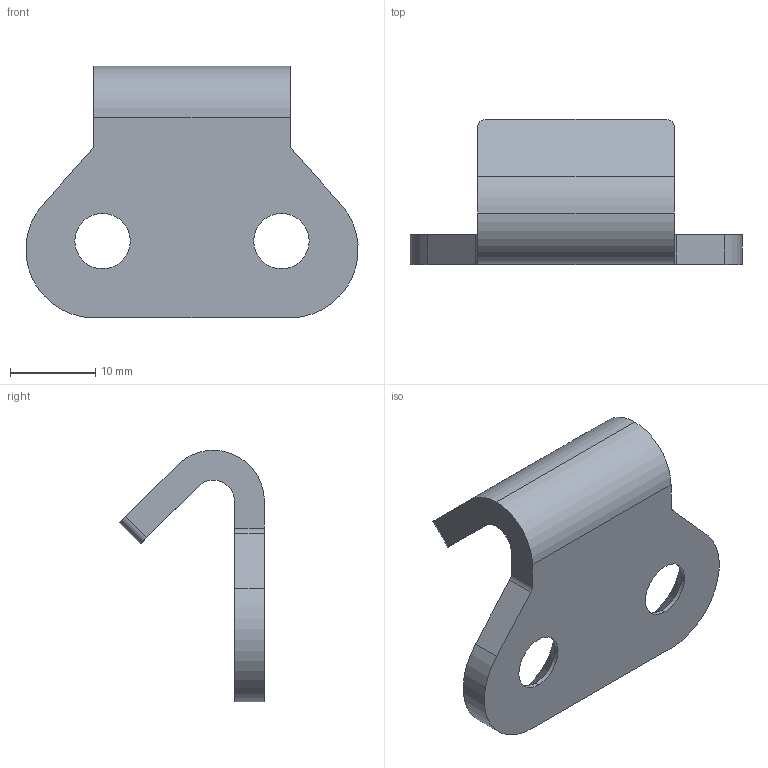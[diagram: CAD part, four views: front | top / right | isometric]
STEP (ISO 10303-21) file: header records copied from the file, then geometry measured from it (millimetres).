
FILE_DESCRIPTION (( 'STEP AP214' ), '1' );
FILE_NAME ('03656-Strike For Large Latch 2 hole Zinc 29x39mm.STEP', '2018-09-24T04:08:33', ( '' ), ( '' ), 'SwSTEP 2.0', 'SolidWorks 2018', '' );
FILE_SCHEMA (( 'AUTOMOTIVE_DESIGN' ));
Length unit declared in the file: millimetre
Products named in the file (1): 03656-Strike For Large Latch 2 hole Zinc 29x39mm
Bounding box: 38.96 x 17 x 29.51 mm (x, y, z)
Volume: 3756.4 mm3; surface area: 2928.7 mm2
Topology: 1 solids, 1 shells, 299 faces, 809 edges, 538 vertices
Faces by surface type: plane 156, bspline 125, cylinder 14, cone 4
Entity records: 16339 total; most frequent: CARTESIAN_POINT 9596, ORIENTED_EDGE 1618, DIRECTION 941, EDGE_CURVE 809, VERTEX_POINT 538, VECTOR 527, LINE 527, EDGE_LOOP 329
